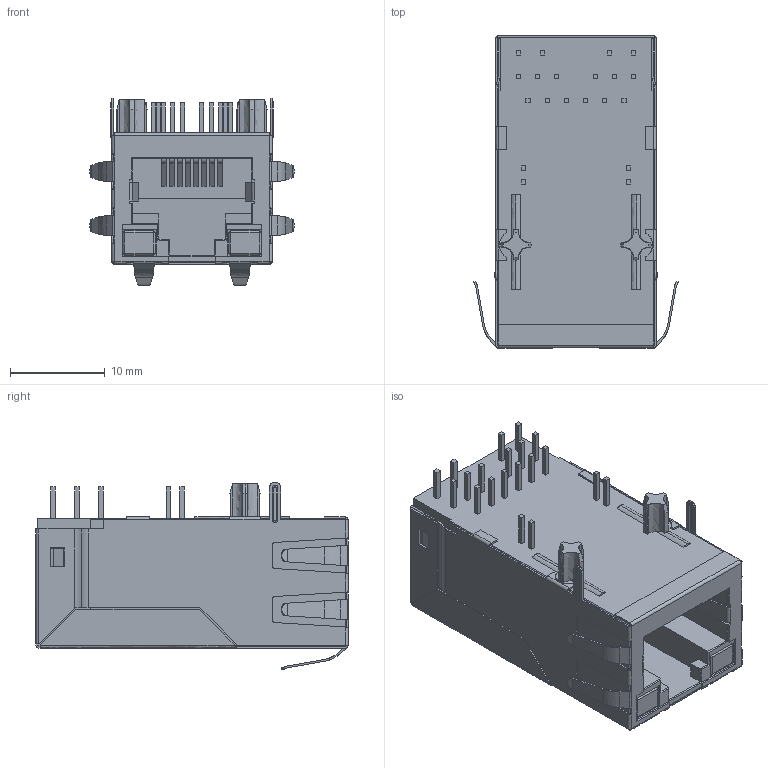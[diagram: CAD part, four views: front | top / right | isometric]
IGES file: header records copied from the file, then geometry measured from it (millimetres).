
Start section: C
Global section: file name: 7499711421.igs; native system: By Siemens PLM Incorporated; preprocessor: XPlus GENERIC/IGES 19.0.9; author: Author; organization: Title; date: 20180320.083415; units: millimetre
Bounding box: 21.6 x 33.02 x 19.85 mm (x, y, z)
Surface area: 7075.9 mm2 (no closed solid volume)
Topology: 0 solids, 0 shells, 855 faces, 4562 edges, 4550 vertices
Faces by surface type: bspline 855
